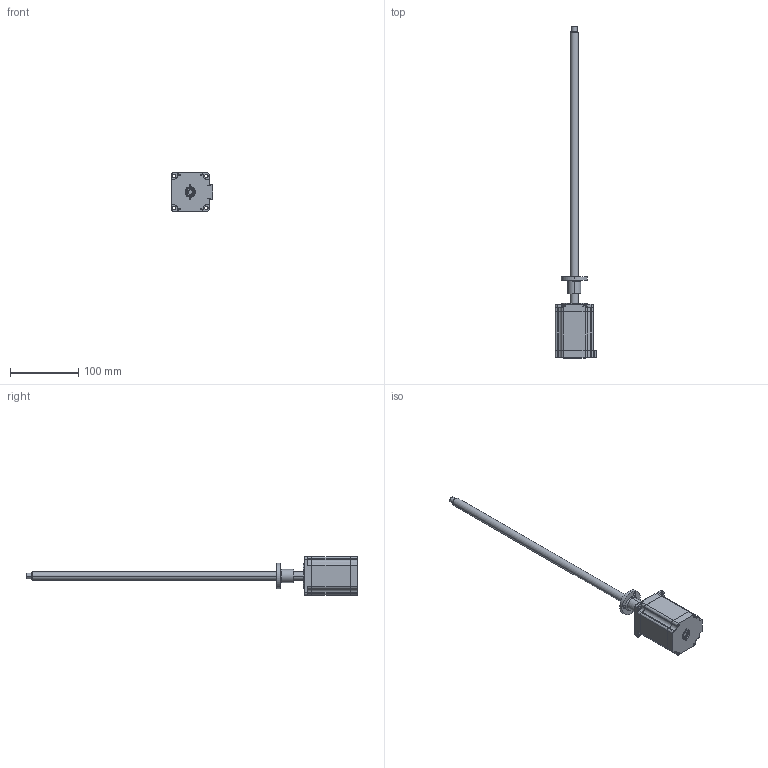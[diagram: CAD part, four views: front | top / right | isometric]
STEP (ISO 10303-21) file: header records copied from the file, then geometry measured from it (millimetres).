
FILE_DESCRIPTION (( 'STEP AP203' ), '1' );
FILE_NAME ('LE23AS-T1202-400-AR6-S-150.STEP', '2018-11-20T02:15:36', ( 'Sky123.Org' ), ( 'Sky123.Org' ), 'SwSTEP 2.0', 'SolidWorks 2014', '' );
FILE_SCHEMA (( 'CONFIG_CONTROL_DESIGN' ));
Length unit declared in the file: millimetre
Products named in the file (1): LE23AS-T1202-400-AR6-S-150
Bounding box: 61.2 x 486.5 x 56.2 mm (x, y, z)
Surface area: 50367.2 mm2 (no closed solid volume)
Topology: 0 solids, 25 shells, 310 faces, 1037 edges, 732 vertices
Faces by surface type: plane 140, cylinder 106, cone 50, sphere 8, torus 6
Entity records: 11656 total; most frequent: CARTESIAN_POINT 2502, DIRECTION 1975, ORIENTED_EDGE 1656, EDGE_CURVE 1037, VERTEX_POINT 732, AXIS2_PLACEMENT_3D 697, VECTOR 581, LINE 581
